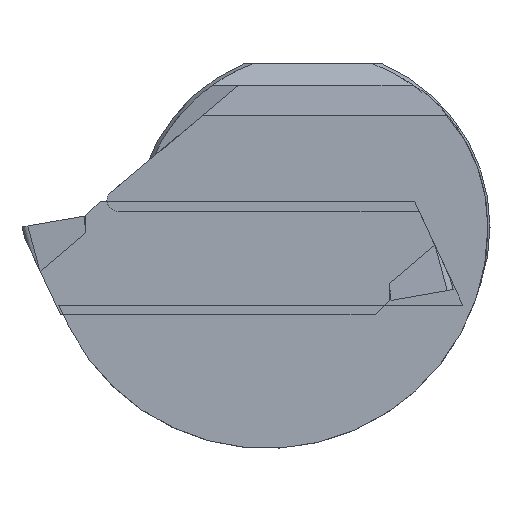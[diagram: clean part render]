
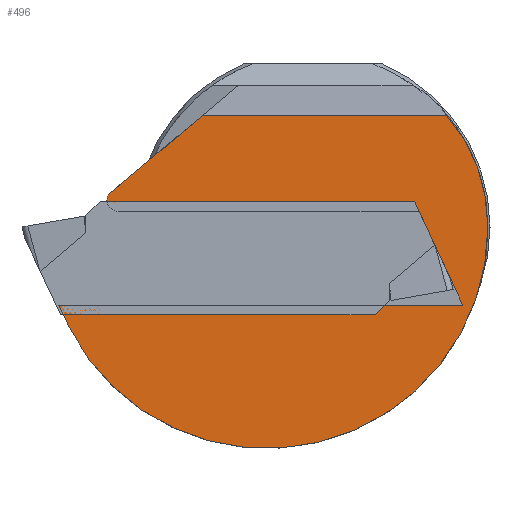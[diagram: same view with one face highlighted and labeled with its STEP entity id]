
A CAD part, left-side view. The second image highlights one B-rep face of the part: STEP entity #496.
In plain terms, the highlighted planar face has unit normal (-1, 0, 0).
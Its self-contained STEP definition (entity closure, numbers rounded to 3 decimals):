
#57=CIRCLE('',#1377,15.609);
#58=CIRCLE('',#1378,12.35);
#59=CIRCLE('',#1379,0.8);
#496=ADVANCED_FACE('',(#584),#541,.T.);
#541=PLANE('',#1380);
#584=FACE_OUTER_BOUND('',#634,.T.);
#634=EDGE_LOOP('',(#813,#814,#815,#816,#817,#818,#819,#820,#821));
#813=ORIENTED_EDGE('',*,*,#1101,.T.);
#814=ORIENTED_EDGE('',*,*,#1102,.T.);
#815=ORIENTED_EDGE('',*,*,#1103,.F.);
#816=ORIENTED_EDGE('',*,*,#1104,.F.);
#817=ORIENTED_EDGE('',*,*,#1105,.F.);
#818=ORIENTED_EDGE('',*,*,#1106,.F.);
#819=ORIENTED_EDGE('',*,*,#1107,.F.);
#820=ORIENTED_EDGE('',*,*,#1108,.T.);
#821=ORIENTED_EDGE('',*,*,#1109,.T.);
#989=VERTEX_POINT('',#1910);
#990=VERTEX_POINT('',#1911);
#991=VERTEX_POINT('',#1913);
#992=VERTEX_POINT('',#1915);
#993=VERTEX_POINT('',#1917);
#994=VERTEX_POINT('',#1919);
#995=VERTEX_POINT('',#1921);
#996=VERTEX_POINT('',#1923);
#997=VERTEX_POINT('',#1925);
#1101=EDGE_CURVE('',#989,#990,#1207,.T.);
#1102=EDGE_CURVE('',#990,#991,#1208,.T.);
#1103=EDGE_CURVE('',#992,#991,#1209,.T.);
#1104=EDGE_CURVE('',#993,#992,#57,.T.);
#1105=EDGE_CURVE('',#994,#993,#58,.T.);
#1106=EDGE_CURVE('',#995,#994,#1210,.T.);
#1107=EDGE_CURVE('',#996,#995,#1211,.T.);
#1108=EDGE_CURVE('',#996,#997,#59,.T.);
#1109=EDGE_CURVE('',#997,#989,#1212,.T.);
#1207=LINE('',#1909,#1298);
#1208=LINE('',#1912,#1299);
#1209=LINE('',#1914,#1300);
#1210=LINE('',#1920,#1301);
#1211=LINE('',#1922,#1302);
#1212=LINE('',#1926,#1303);
#1298=VECTOR('',#1574,1.);
#1299=VECTOR('',#1575,1.);
#1300=VECTOR('',#1576,1.);
#1301=VECTOR('',#1581,1.);
#1302=VECTOR('',#1582,1.);
#1303=VECTOR('',#1585,1.);
#1377=AXIS2_PLACEMENT_3D('',#1916,#1577,#1578);
#1378=AXIS2_PLACEMENT_3D('',#1918,#1579,#1580);
#1379=AXIS2_PLACEMENT_3D('',#1924,#1583,#1584);
#1380=AXIS2_PLACEMENT_3D('',#1927,#1586,#1587);
#1574=DIRECTION('',(0.,-0.423,-0.906));
#1575=DIRECTION('',(0.,1.,0.));
#1576=DIRECTION('',(0.,0.423,0.906));
#1577=DIRECTION('',(1.,0.,0.));
#1578=DIRECTION('',(0.,1.,0.));
#1579=DIRECTION('',(1.,0.,0.));
#1580=DIRECTION('',(0.,1.,0.));
#1581=DIRECTION('',(0.,-1.,0.));
#1582=DIRECTION('',(0.,-0.766,0.643));
#1583=DIRECTION('',(-1.,0.,0.));
#1584=DIRECTION('',(0.,0.,1.));
#1585=DIRECTION('',(0.,-1.,0.));
#1586=DIRECTION('',(-1.,0.,0.));
#1587=DIRECTION('',(0.,0.,1.));
#1909=CARTESIAN_POINT('',(0.4,-6.586,3.071));
#1910=CARTESIAN_POINT('',(0.4,-7.505,1.1));
#1911=CARTESIAN_POINT('',(0.4,-10.583,-5.5));
#1912=CARTESIAN_POINT('',(0.4,0.,-5.5));
#1913=CARTESIAN_POINT('',(0.4,17.905,-5.5));
#1914=CARTESIAN_POINT('',(0.4,17.156,-7.106));
#1915=CARTESIAN_POINT('',(0.4,17.156,-7.106));
#1916=CARTESIAN_POINT('',(0.4,3.259,0.));
#1917=CARTESIAN_POINT('',(0.4,-12.35,0.));
#1918=CARTESIAN_POINT('',(0.4,0.,0.));
#1919=CARTESIAN_POINT('',(0.4,-9.53,7.855));
#1920=CARTESIAN_POINT('',(0.4,0.,7.855));
#1921=CARTESIAN_POINT('',(0.4,7.777,7.855));
#1922=CARTESIAN_POINT('',(0.4,19.533,-2.009));
#1923=CARTESIAN_POINT('',(0.4,14.403,2.296));
#1924=CARTESIAN_POINT('',(0.4,13.708,1.9));
#1925=CARTESIAN_POINT('',(0.4,13.708,1.1));
#1926=CARTESIAN_POINT('',(0.4,0.,1.1));
#1927=CARTESIAN_POINT('',(0.4,0.,0.));
